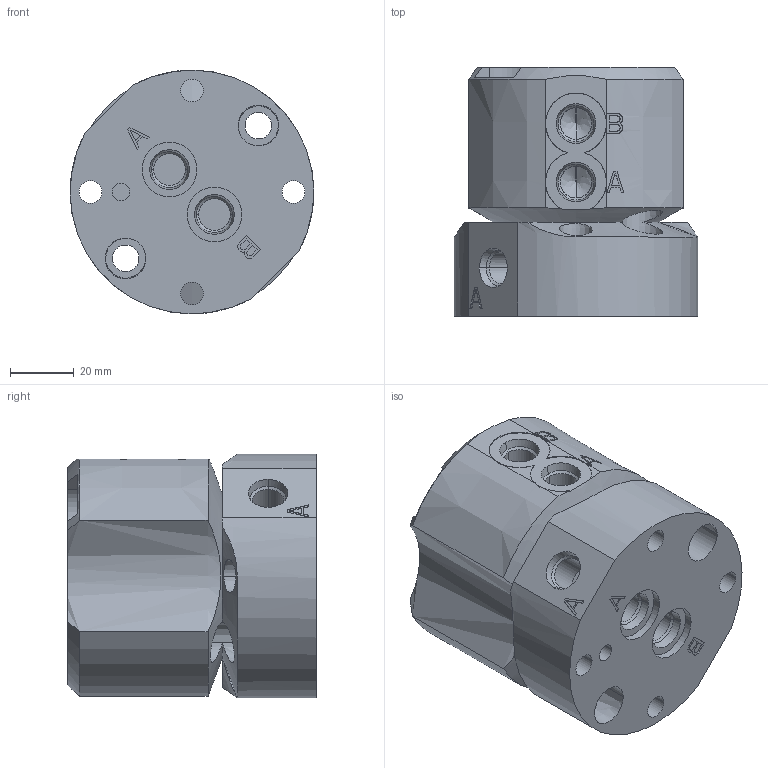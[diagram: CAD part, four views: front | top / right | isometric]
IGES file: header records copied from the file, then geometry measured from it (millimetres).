
Start section:  PTC IGES file: ilc32224203.igs
Global section: file name: ilc32224203.igs; native system: Creo Parametric by PTC Inc.; preprocessor: 2021164; author: Jweaver; organization: Unknown; date: 20230215.094358; units: inch
Bounding box: 76.2 x 77.72 x 76.2 mm (x, y, z)
Surface area: 41045.1 mm2 (no closed solid volume)
Topology: 0 solids, 0 shells, 365 faces, 1908 edges, 1900 vertices
Faces by surface type: bspline 250, revolution 115
